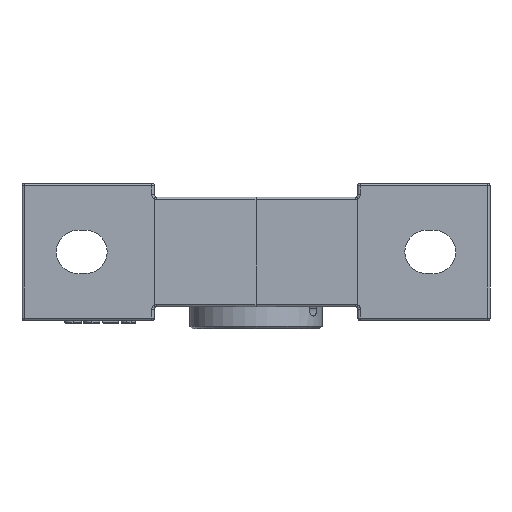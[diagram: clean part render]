
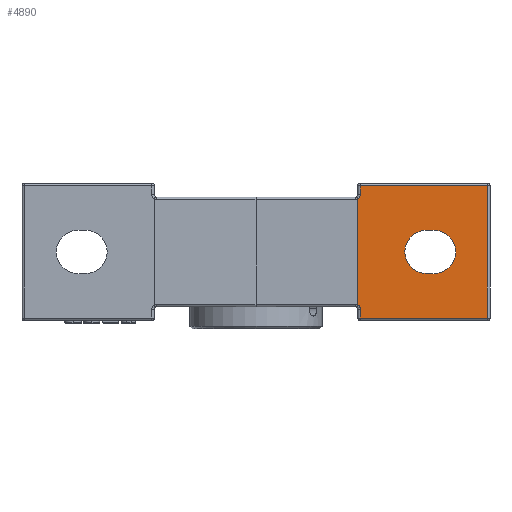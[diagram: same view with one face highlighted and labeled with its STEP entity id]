
A CAD part, front view. The second image highlights one B-rep face of the part: STEP entity #4890.
In plain terms, the highlighted planar face has unit normal (0, -1, 0).
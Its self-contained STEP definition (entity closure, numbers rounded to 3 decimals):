
#4213=CARTESIAN_POINT('',(67.,0.,-8.5));
#4214=VERTEX_POINT('',#4213);
#4221=CARTESIAN_POINT('',(70.,0.,-8.5));
#4222=VERTEX_POINT('',#4221);
#4223=CARTESIAN_POINT('',(70.,0.,-8.5));
#4224=DIRECTION('',(-1.,0.,-0.));
#4225=VECTOR('',#4224,3.);
#4226=LINE('',#4223,#4225);
#4227=EDGE_CURVE('',#4222,#4214,#4226,.T.);
#4252=CARTESIAN_POINT('',(70.,0.,8.5));
#4253=VERTEX_POINT('',#4252);
#4254=CARTESIAN_POINT('',(70.,0.,0.));
#4255=DIRECTION('',(0.,-1.,0.));
#4256=DIRECTION('',(0.,0.,1.));
#4257=AXIS2_PLACEMENT_3D('',#4254,#4255,#4256);
#4258=CIRCLE('',#4257,8.5);
#4259=EDGE_CURVE('',#4222,#4253,#4258,.T.);
#4285=CARTESIAN_POINT('',(67.,0.,8.5));
#4286=VERTEX_POINT('',#4285);
#4287=CARTESIAN_POINT('',(70.,0.,8.5));
#4288=DIRECTION('',(-1.,0.,-0.));
#4289=VECTOR('',#4288,3.);
#4290=LINE('',#4287,#4289);
#4291=EDGE_CURVE('',#4253,#4286,#4290,.T.);
#4316=CARTESIAN_POINT('',(67.,0.,0.));
#4317=DIRECTION('',(0.,-1.,0.));
#4318=DIRECTION('',(0.,0.,1.));
#4319=AXIS2_PLACEMENT_3D('',#4316,#4317,#4318);
#4320=CIRCLE('',#4319,8.5);
#4321=EDGE_CURVE('',#4286,#4214,#4320,.T.);
#4811=CARTESIAN_POINT('',(0.,0.,0.));
#4812=DIRECTION('',(0.,1.,0.));
#4813=DIRECTION('',(0.,0.,1.));
#4814=AXIS2_PLACEMENT_3D('',#4811,#4812,#4813);
#4815=PLANE('',#4814);
#4816=CARTESIAN_POINT('',(41.,0.,-26.));
#4817=VERTEX_POINT('',#4816);
#4818=CARTESIAN_POINT('',(91.,0.,-26.));
#4819=VERTEX_POINT('',#4818);
#4820=CARTESIAN_POINT('',(41.,0.,-26.));
#4821=DIRECTION('',(1.,0.,0.));
#4822=VECTOR('',#4821,50.);
#4823=LINE('',#4820,#4822);
#4824=EDGE_CURVE('',#4817,#4819,#4823,.T.);
#4825=ORIENTED_EDGE('',*,*,#4824,.T.);
#4826=CARTESIAN_POINT('',(91.,-0.,26.));
#4827=VERTEX_POINT('',#4826);
#4828=CARTESIAN_POINT('',(91.,0.,-26.));
#4829=DIRECTION('',(0.,0.,1.));
#4830=VECTOR('',#4829,52.);
#4831=LINE('',#4828,#4830);
#4832=EDGE_CURVE('',#4819,#4827,#4831,.T.);
#4833=ORIENTED_EDGE('',*,*,#4832,.T.);
#4834=CARTESIAN_POINT('',(41.,-0.,26.));
#4835=VERTEX_POINT('',#4834);
#4836=CARTESIAN_POINT('',(91.,0.,26.));
#4837=DIRECTION('',(-1.,0.,0.));
#4838=VECTOR('',#4837,50.);
#4839=LINE('',#4836,#4838);
#4840=EDGE_CURVE('',#4827,#4835,#4839,.T.);
#4841=ORIENTED_EDGE('',*,*,#4840,.T.);
#4842=CARTESIAN_POINT('',(41.,-0.,22.573));
#4843=VERTEX_POINT('',#4842);
#4844=CARTESIAN_POINT('',(41.,0.,26.));
#4845=DIRECTION('',(0.,0.,-1.));
#4846=VECTOR('',#4845,3.427);
#4847=LINE('',#4844,#4846);
#4848=EDGE_CURVE('',#4835,#4843,#4847,.T.);
#4849=ORIENTED_EDGE('',*,*,#4848,.T.);
#4850=CARTESIAN_POINT('',(40.,0.,20.84));
#4851=VERTEX_POINT('',#4850);
#4852=CARTESIAN_POINT('',(41.,0.,22.573));
#4853=CARTESIAN_POINT('',(41.,0.,21.841));
#4854=CARTESIAN_POINT('',(40.634,0.,21.206));
#4855=CARTESIAN_POINT('',(40.,0.,20.84));
#4856=(BOUNDED_CURVE()
B_SPLINE_CURVE(3,(#4852,#4853,#4854,#4855),.UNSPECIFIED.,.F.,.F.)
B_SPLINE_CURVE_WITH_KNOTS((4,4),(1.571,2.618),.UNSPECIFIED.)
CURVE()
GEOMETRIC_REPRESENTATION_ITEM()
RATIONAL_B_SPLINE_CURVE((1.,0.911,0.911,1.))
REPRESENTATION_ITEM(''));
#4857=EDGE_CURVE('',#4843,#4851,#4856,.T.);
#4858=ORIENTED_EDGE('',*,*,#4857,.T.);
#4859=CARTESIAN_POINT('',(40.,-0.,-20.84));
#4860=VERTEX_POINT('',#4859);
#4861=CARTESIAN_POINT('',(40.,0.,20.84));
#4862=DIRECTION('',(0.,0.,-1.));
#4863=VECTOR('',#4862,41.679);
#4864=LINE('',#4861,#4863);
#4865=EDGE_CURVE('',#4851,#4860,#4864,.T.);
#4866=ORIENTED_EDGE('',*,*,#4865,.T.);
#4867=CARTESIAN_POINT('',(41.,-0.,-22.573));
#4868=VERTEX_POINT('',#4867);
#4869=CARTESIAN_POINT('',(40.,0.,-20.84));
#4870=CARTESIAN_POINT('',(40.634,0.,-21.206));
#4871=CARTESIAN_POINT('',(41.,0.,-21.841));
#4872=CARTESIAN_POINT('',(41.,0.,-22.573));
#4873=(BOUNDED_CURVE()
B_SPLINE_CURVE(3,(#4869,#4870,#4871,#4872),.UNSPECIFIED.,.F.,.F.)
B_SPLINE_CURVE_WITH_KNOTS((4,4),(3.665,4.712),.UNSPECIFIED.)
CURVE()
GEOMETRIC_REPRESENTATION_ITEM()
RATIONAL_B_SPLINE_CURVE((1.,0.911,0.911,1.))
REPRESENTATION_ITEM(''));
#4874=EDGE_CURVE('',#4860,#4868,#4873,.T.);
#4875=ORIENTED_EDGE('',*,*,#4874,.T.);
#4876=CARTESIAN_POINT('',(41.,0.,-22.573));
#4877=DIRECTION('',(0.,0.,-1.));
#4878=VECTOR('',#4877,3.427);
#4879=LINE('',#4876,#4878);
#4880=EDGE_CURVE('',#4868,#4817,#4879,.T.);
#4881=ORIENTED_EDGE('',*,*,#4880,.T.);
#4882=EDGE_LOOP('',(#4825,#4833,#4841,#4849,#4858,#4866,#4875,#4881));
#4883=FACE_BOUND('',#4882,.T.);
#4884=ORIENTED_EDGE('',*,*,#4321,.F.);
#4885=ORIENTED_EDGE('',*,*,#4291,.F.);
#4886=ORIENTED_EDGE('',*,*,#4259,.F.);
#4887=ORIENTED_EDGE('',*,*,#4227,.T.);
#4888=EDGE_LOOP('',(#4884,#4885,#4886,#4887));
#4889=FACE_BOUND('',#4888,.T.);
#4890=ADVANCED_FACE('NONE',(#4883,#4889),#4815,.F.);
